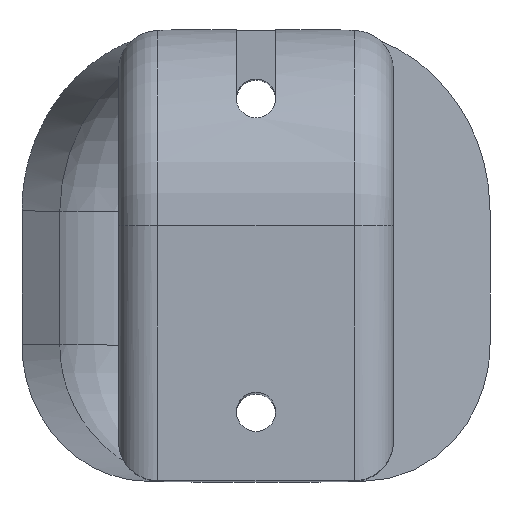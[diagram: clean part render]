
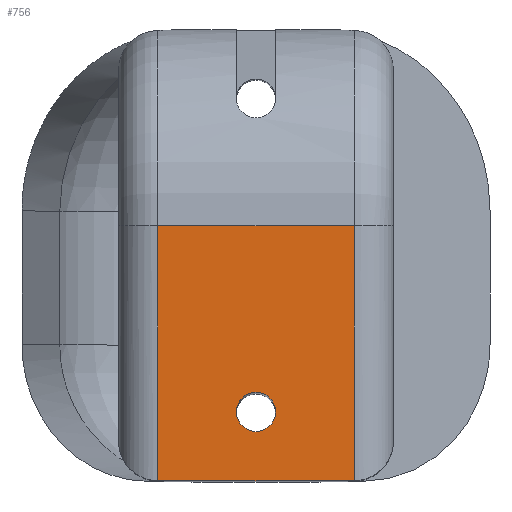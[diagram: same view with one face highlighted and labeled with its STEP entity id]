
A CAD part, top view. The second image highlights one B-rep face of the part: STEP entity #756.
In plain terms, the highlighted planar face has unit normal (0, 0, 1).
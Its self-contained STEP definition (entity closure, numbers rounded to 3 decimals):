
#27 = VERTEX_POINT ( 'NONE', #55 ) ;
#55 = CARTESIAN_POINT ( 'NONE',  ( -0.5, 1.75, 17.89 ) ) ;
#59 = DIRECTION ( 'NONE',  ( 0., -1., 0. ) ) ;
#95 = AXIS2_PLACEMENT_3D ( 'NONE', #1061, #834, #1384 ) ;
#110 = EDGE_CURVE ( 'NONE', #626, #784, #203, .T. ) ;
#114 = DIRECTION ( 'NONE',  ( -1., 0., 0. ) ) ;
#118 = EDGE_CURVE ( 'NONE', #27, #1307, #956, .T. ) ;
#195 = CIRCLE ( 'NONE', #372, 0.5 ) ;
#203 = LINE ( 'NONE', #960, #612 ) ;
#226 = DIRECTION ( 'NONE',  ( 0., 0., 1. ) ) ;
#350 = ORIENTED_EDGE ( 'NONE', *, *, #118, .F. ) ;
#365 = EDGE_CURVE ( 'NONE', #1307, #27, #195, .T. ) ;
#372 = AXIS2_PLACEMENT_3D ( 'NONE', #1185, #226, #650 ) ;
#385 = CARTESIAN_POINT ( 'NONE',  ( 3.5, 6.5, 17.89 ) ) ;
#390 = CARTESIAN_POINT ( 'NONE',  ( -2.5, 0., 17.89 ) ) ;
#396 = VERTEX_POINT ( 'NONE', #1220 ) ;
#447 = EDGE_CURVE ( 'NONE', #784, #912, #1334, .T. ) ;
#491 = CARTESIAN_POINT ( 'NONE',  ( 2.5, 6.5, 17.89 ) ) ;
#519 = ORIENTED_EDGE ( 'NONE', *, *, #110, .T. ) ;
#536 = CARTESIAN_POINT ( 'NONE',  ( -2.5, 11.5, 17.89 ) ) ;
#572 = DIRECTION ( 'NONE',  ( 0., 1., 0. ) ) ;
#573 = LINE ( 'NONE', #385, #1093 ) ;
#612 = VECTOR ( 'NONE', #1271, 1000. ) ;
#613 = AXIS2_PLACEMENT_3D ( 'NONE', #754, #1082, #114 ) ;
#626 = VERTEX_POINT ( 'NONE', #390 ) ;
#635 = VECTOR ( 'NONE', #59, 1000. ) ;
#646 = PLANE ( 'NONE',  #613 ) ;
#650 = DIRECTION ( 'NONE',  ( 1., 0., 0. ) ) ;
#687 = EDGE_CURVE ( 'NONE', #396, #626, #1076, .T. ) ;
#754 = CARTESIAN_POINT ( 'NONE',  ( 3.5, 11.5, 17.89 ) ) ;
#756 = ADVANCED_FACE ( 'NONE', ( #1182, #1111 ), #646, .F. ) ;
#784 = VERTEX_POINT ( 'NONE', #996 ) ;
#796 = VECTOR ( 'NONE', #572, 1000. ) ;
#823 = CARTESIAN_POINT ( 'NONE',  ( 0.5, 1.75, 17.89 ) ) ;
#834 = DIRECTION ( 'NONE',  ( 0., 0., 1. ) ) ;
#867 = ORIENTED_EDGE ( 'NONE', *, *, #447, .T. ) ;
#912 = VERTEX_POINT ( 'NONE', #491 ) ;
#933 = ORIENTED_EDGE ( 'NONE', *, *, #1275, .T. ) ;
#955 = ORIENTED_EDGE ( 'NONE', *, *, #687, .T. ) ;
#956 = CIRCLE ( 'NONE', #95, 0.5 ) ;
#960 = CARTESIAN_POINT ( 'NONE',  ( 3.5, 0., 17.89 ) ) ;
#996 = CARTESIAN_POINT ( 'NONE',  ( 2.5, 0., 17.89 ) ) ;
#1011 = DIRECTION ( 'NONE',  ( -1., 0., 0. ) ) ;
#1039 = CARTESIAN_POINT ( 'NONE',  ( 2.5, 11.5, 17.89 ) ) ;
#1061 = CARTESIAN_POINT ( 'NONE',  ( 0., 1.75, 17.89 ) ) ;
#1076 = LINE ( 'NONE', #536, #635 ) ;
#1082 = DIRECTION ( 'NONE',  ( 0., 0., -1. ) ) ;
#1093 = VECTOR ( 'NONE', #1011, 1000. ) ;
#1100 = ORIENTED_EDGE ( 'NONE', *, *, #365, .F. ) ;
#1111 = FACE_OUTER_BOUND ( 'NONE', #1340, .T. ) ;
#1144 = EDGE_LOOP ( 'NONE', ( #1100, #350 ) ) ;
#1182 = FACE_BOUND ( 'NONE', #1144, .T. ) ;
#1185 = CARTESIAN_POINT ( 'NONE',  ( 0., 1.75, 17.89 ) ) ;
#1220 = CARTESIAN_POINT ( 'NONE',  ( -2.5, 6.5, 17.89 ) ) ;
#1271 = DIRECTION ( 'NONE',  ( 1., 0., 0. ) ) ;
#1275 = EDGE_CURVE ( 'NONE', #912, #396, #573, .T. ) ;
#1307 = VERTEX_POINT ( 'NONE', #823 ) ;
#1334 = LINE ( 'NONE', #1039, #796 ) ;
#1340 = EDGE_LOOP ( 'NONE', ( #519, #867, #933, #955 ) ) ;
#1384 = DIRECTION ( 'NONE',  ( 1., 0., 0. ) ) ;
